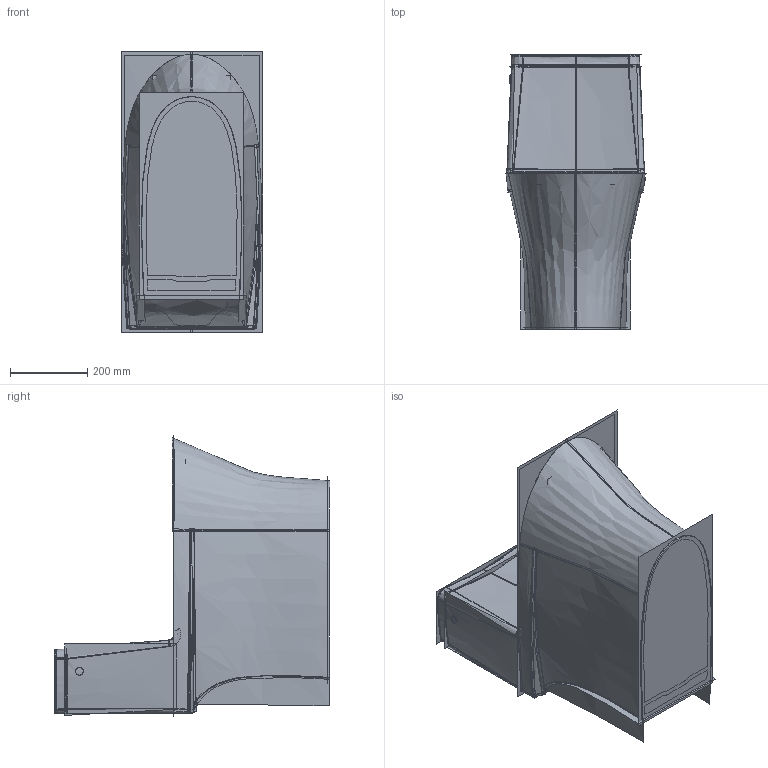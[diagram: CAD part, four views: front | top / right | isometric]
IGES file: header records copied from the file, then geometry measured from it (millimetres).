
Start section:  PTC IGES file: 2530.igs
Global section: file name: 2530.igs; native system: Creo Parametric by PTC Inc.; preprocessor: 2019224; author: 11049422; organization: Unknown; date: 20201027.090407; units: millimetre
Bounding box: 366.99 x 714.25 x 729.32 mm (x, y, z)
Surface area: 6132862.9 mm2 (no closed solid volume)
Topology: 0 solids, 0 shells, 272 faces, 4286 edges, 5533 vertices
Faces by surface type: bspline 272
